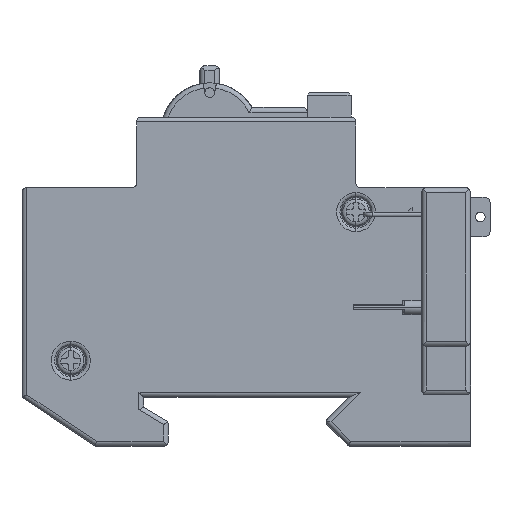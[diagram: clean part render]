
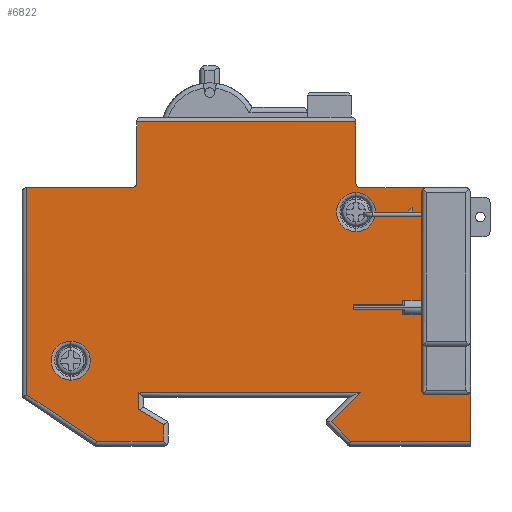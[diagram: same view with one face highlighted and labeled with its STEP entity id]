
A CAD part, left-side view. The second image highlights one B-rep face of the part: STEP entity #6822.
In plain terms, the highlighted planar face has unit normal (-1, 0, 0).
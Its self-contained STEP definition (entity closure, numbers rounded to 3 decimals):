
#147=DIRECTION('',(0.,1.,0.));
#148=VECTOR('',#147,45.);
#149=CARTESIAN_POINT('',(0.,23.5,13.5));
#150=LINE('',#149,#148);
#441=CARTESIAN_POINT('',(0.,23.5,13.5));
#1934=DIRECTION('',(0.,0.,1.));
#1935=VECTOR('',#1934,12.5);
#1936=CARTESIAN_POINT('',(0.,23.5,1.));
#1937=LINE('',#1936,#1935);
#1955=CARTESIAN_POINT('',(0.,22.5,1.));
#1956=DIRECTION('',(-1.,0.,0.));
#1957=DIRECTION('',(0.,1.,0.));
#1958=AXIS2_PLACEMENT_3D('',#1955,#1956,#1957);
#1963=CARTESIAN_POINT('',(0.,22.5,1.));
#1964=DIRECTION('',(-1.,0.,0.));
#1965=DIRECTION('',(0.,0.707,-0.707));
#1966=AXIS2_PLACEMENT_3D('',#1963,#1964,#1965);
#1971=DIRECTION('',(0.,-1.,0.));
#1972=VECTOR('',#1971,21.5);
#1973=CARTESIAN_POINT('',(0.,22.5,0.));
#1974=LINE('',#1973,#1972);
#1978=CARTESIAN_POINT('',(0.,1.,-1.));
#1979=DIRECTION('',(1.,0.,0.));
#1980=DIRECTION('',(0.,0.,1.));
#1981=AXIS2_PLACEMENT_3D('',#1978,#1979,#1980);
#1986=CARTESIAN_POINT('',(0.,1.,-1.));
#1987=DIRECTION('',(1.,0.,0.));
#1988=DIRECTION('',(0.,-0.707,0.707));
#1989=AXIS2_PLACEMENT_3D('',#1986,#1987,#1988);
#1994=DIRECTION('',(0.,0.,-1.));
#1995=VECTOR('',#1994,51.);
#1996=CARTESIAN_POINT('',(0.,0.,-1.));
#1997=LINE('',#1996,#1995);
#2001=DIRECTION('',(0.,0.707,0.707));
#2002=VECTOR('',#2001,5.657);
#2003=CARTESIAN_POINT('',(0.,24.586,-52.));
#2004=LINE('',#2003,#2002);
#2008=DIRECTION('',(0.,-0.707,0.707));
#2009=VECTOR('',#2008,8.485);
#2010=CARTESIAN_POINT('',(0.,28.586,-48.));
#2011=LINE('',#2010,#2009);
#2015=DIRECTION('',(0.,-0.857,-0.514));
#2016=VECTOR('',#2015,5.831);
#2017=CARTESIAN_POINT('',(0.,68.,-45.566));
#2018=LINE('',#2017,#2016);
#2022=DIRECTION('',(0.,0.832,0.555));
#2023=VECTOR('',#2022,17.19);
#2024=CARTESIAN_POINT('',(0.,76.697,-52.));
#2025=LINE('',#2024,#2023);
#2029=DIRECTION('',(0.,-1.,0.));
#2030=VECTOR('',#2029,21.5);
#2031=CARTESIAN_POINT('',(0.,91.,0.));
#2032=LINE('',#2031,#2030);
#2036=CARTESIAN_POINT('',(0.,69.5,1.));
#2037=DIRECTION('',(-1.,0.,0.));
#2038=DIRECTION('',(0.,0.,-1.));
#2039=AXIS2_PLACEMENT_3D('',#2036,#2037,#2038);
#2044=CARTESIAN_POINT('',(0.,69.5,1.));
#2045=DIRECTION('',(-1.,0.,0.));
#2046=DIRECTION('',(0.,-0.707,-0.707));
#2047=AXIS2_PLACEMENT_3D('',#2044,#2045,#2046);
#2052=DIRECTION('',(0.,0.,1.));
#2053=VECTOR('',#2052,12.5);
#2054=CARTESIAN_POINT('',(0.,68.5,1.));
#2055=LINE('',#2054,#2053);
#2059=CARTESIAN_POINT('',(0.,23.5,-5.));
#2060=DIRECTION('',(-1.,0.,0.));
#2061=DIRECTION('',(0.,0.,-1.));
#2062=AXIS2_PLACEMENT_3D('',#2059,#2060,#2061);
#2067=CARTESIAN_POINT('',(0.,23.5,-5.));
#2068=DIRECTION('',(-1.,0.,0.));
#2069=DIRECTION('',(0.,-1.,0.));
#2070=AXIS2_PLACEMENT_3D('',#2067,#2068,#2069);
#2075=CARTESIAN_POINT('',(0.,23.5,-5.));
#2076=DIRECTION('',(-1.,0.,0.));
#2077=DIRECTION('',(0.,0.,1.));
#2078=AXIS2_PLACEMENT_3D('',#2075,#2076,#2077);
#2083=CARTESIAN_POINT('',(0.,82.,-35.47));
#2084=DIRECTION('',(-1.,0.,0.));
#2085=DIRECTION('',(0.,0.,-1.));
#2086=AXIS2_PLACEMENT_3D('',#2083,#2084,#2085);
#2091=CARTESIAN_POINT('',(0.,82.,-35.47));
#2092=DIRECTION('',(-1.,0.,0.));
#2093=DIRECTION('',(0.,-1.,0.));
#2094=AXIS2_PLACEMENT_3D('',#2091,#2092,#2093);
#2099=CARTESIAN_POINT('',(0.,82.,-35.47));
#2100=DIRECTION('',(-1.,0.,0.));
#2101=DIRECTION('',(0.,0.,1.));
#2102=AXIS2_PLACEMENT_3D('',#2099,#2100,#2101);
#2670=DIRECTION('',(0.,0.,-1.));
#2671=VECTOR('',#2670,42.465);
#2672=CARTESIAN_POINT('',(0.,91.,0.));
#2673=LINE('',#2672,#2671);
#2788=DIRECTION('',(0.,-1.,0.));
#2789=VECTOR('',#2788,13.697);
#2790=CARTESIAN_POINT('',(0.,76.697,-52.));
#2791=LINE('',#2790,#2789);
#2917=DIRECTION('',(0.,0.,1.));
#2918=VECTOR('',#2917,3.434);
#2919=CARTESIAN_POINT('',(0.,63.,-52.));
#2920=LINE('',#2919,#2918);
#2988=DIRECTION('',(0.,0.,1.));
#2989=VECTOR('',#2988,3.566);
#2990=CARTESIAN_POINT('',(0.,68.,-45.566));
#2991=LINE('',#2990,#2989);
#3025=DIRECTION('',(0.,-1.,0.));
#3026=VECTOR('',#3025,45.414);
#3027=CARTESIAN_POINT('',(0.,68.,-42.));
#3028=LINE('',#3027,#3026);
#3138=DIRECTION('',(0.,-1.,0.));
#3139=VECTOR('',#3138,24.586);
#3140=CARTESIAN_POINT('',(0.,24.586,-52.));
#3141=LINE('',#3140,#3139);
#4457=VERTEX_POINT('',#441);
#4458=CARTESIAN_POINT('',(0.,68.5,13.5));
#4459=VERTEX_POINT('',#4458);
#4465=CARTESIAN_POINT('',(0.,68.5,1.));
#4467=VERTEX_POINT('',#4465);
#4472=CARTESIAN_POINT('',(0.,68.793,0.293));
#4473=VERTEX_POINT('',#4472);
#4474=CARTESIAN_POINT('',(0.,69.5,0.));
#4475=VERTEX_POINT('',#4474);
#4812=CARTESIAN_POINT('',(0.,23.5,1.));
#4813=VERTEX_POINT('',#4812);
#4814=CARTESIAN_POINT('',(0.,23.207,0.293));
#4815=CARTESIAN_POINT('',(0.,22.5,0.));
#4816=VERTEX_POINT('',#4814);
#4817=VERTEX_POINT('',#4815);
#4818=CARTESIAN_POINT('',(0.,1.,0.));
#4819=VERTEX_POINT('',#4818);
#4820=CARTESIAN_POINT('',(0.,0.293,-0.293));
#4821=CARTESIAN_POINT('',(0.,0.,-1.));
#4822=VERTEX_POINT('',#4820);
#4823=VERTEX_POINT('',#4821);
#4824=CARTESIAN_POINT('',(0.,0.,-52.));
#4825=VERTEX_POINT('',#4824);
#4826=CARTESIAN_POINT('',(0.,24.586,-52.));
#4827=VERTEX_POINT('',#4826);
#4828=CARTESIAN_POINT('',(0.,28.586,-48.));
#4829=VERTEX_POINT('',#4828);
#4830=CARTESIAN_POINT('',(0.,22.586,-42.));
#4831=VERTEX_POINT('',#4830);
#4832=CARTESIAN_POINT('',(0.,68.,-42.));
#4833=VERTEX_POINT('',#4832);
#4834=CARTESIAN_POINT('',(0.,68.,-45.566));
#4835=VERTEX_POINT('',#4834);
#4836=CARTESIAN_POINT('',(0.,63.,-48.566));
#4837=VERTEX_POINT('',#4836);
#4838=CARTESIAN_POINT('',(0.,63.,-52.));
#4839=VERTEX_POINT('',#4838);
#4840=CARTESIAN_POINT('',(0.,76.697,-52.));
#4841=VERTEX_POINT('',#4840);
#4842=CARTESIAN_POINT('',(0.,91.,-42.465));
#4843=VERTEX_POINT('',#4842);
#4844=CARTESIAN_POINT('',(0.,91.,0.));
#4845=VERTEX_POINT('',#4844);
#4846=CARTESIAN_POINT('',(0.,23.5,-9.));
#4847=CARTESIAN_POINT('',(0.,19.5,-5.));
#4848=VERTEX_POINT('',#4846);
#4849=VERTEX_POINT('',#4847);
#4850=CARTESIAN_POINT('',(0.,23.5,-1.));
#4851=VERTEX_POINT('',#4850);
#4852=CARTESIAN_POINT('',(0.,82.,-39.47));
#4853=CARTESIAN_POINT('',(0.,78.,-35.47));
#4854=VERTEX_POINT('',#4852);
#4855=VERTEX_POINT('',#4853);
#4856=CARTESIAN_POINT('',(0.,82.,-31.47));
#4857=VERTEX_POINT('',#4856);
#6762=CARTESIAN_POINT('',(0.,23.5,-1.));
#6763=DIRECTION('',(-1.,0.,0.));
#6764=DIRECTION('',(0.,0.,1.));
#6765=AXIS2_PLACEMENT_3D('',#6762,#6763,#6764);
#6766=PLANE('',#6765);
#6767=ORIENTED_EDGE('',*,*,#5145,.F.);
#6768=ORIENTED_EDGE('',*,*,#6724,.F.);
#6769=ORIENTED_EDGE('',*,*,#6745,.T.);
#6770=ORIENTED_EDGE('',*,*,#6743,.T.);
#6772=ORIENTED_EDGE('',*,*,#6771,.T.);
#6774=ORIENTED_EDGE('',*,*,#6773,.T.);
#6776=ORIENTED_EDGE('',*,*,#6775,.T.);
#6778=ORIENTED_EDGE('',*,*,#6777,.T.);
#6780=ORIENTED_EDGE('',*,*,#6779,.F.);
#6782=ORIENTED_EDGE('',*,*,#6781,.T.);
#6784=ORIENTED_EDGE('',*,*,#6783,.T.);
#6786=ORIENTED_EDGE('',*,*,#6785,.F.);
#6788=ORIENTED_EDGE('',*,*,#6787,.F.);
#6790=ORIENTED_EDGE('',*,*,#6789,.T.);
#6792=ORIENTED_EDGE('',*,*,#6791,.F.);
#6794=ORIENTED_EDGE('',*,*,#6793,.F.);
#6796=ORIENTED_EDGE('',*,*,#6795,.T.);
#6798=ORIENTED_EDGE('',*,*,#6797,.F.);
#6800=ORIENTED_EDGE('',*,*,#6799,.T.);
#6801=ORIENTED_EDGE('',*,*,#5218,.T.);
#6802=ORIENTED_EDGE('',*,*,#5216,.T.);
#6803=ORIENTED_EDGE('',*,*,#5194,.T.);
#6804=EDGE_LOOP('',(#6767,#6768,#6769,#6770,#6772,#6774,#6776,#6778,#6780,#6782,
#6784,#6786,#6788,#6790,#6792,#6794,#6796,#6798,#6800,#6801,#6802,#6803));
#6805=FACE_OUTER_BOUND('',#6804,.F.);
#6807=ORIENTED_EDGE('',*,*,#6806,.T.);
#6809=ORIENTED_EDGE('',*,*,#6808,.T.);
#6811=ORIENTED_EDGE('',*,*,#6810,.T.);
#6812=EDGE_LOOP('',(#6807,#6809,#6811));
#6813=FACE_BOUND('',#6812,.F.);
#6815=ORIENTED_EDGE('',*,*,#6814,.T.);
#6817=ORIENTED_EDGE('',*,*,#6816,.T.);
#6819=ORIENTED_EDGE('',*,*,#6818,.T.);
#6820=EDGE_LOOP('',(#6815,#6817,#6819));
#6821=FACE_BOUND('',#6820,.F.);
#1959=CIRCLE('',#1958,1.);
#1967=CIRCLE('',#1966,1.);
#1982=CIRCLE('',#1981,1.);
#1990=CIRCLE('',#1989,1.);
#2040=CIRCLE('',#2039,1.);
#2048=CIRCLE('',#2047,1.);
#2063=CIRCLE('',#2062,4.);
#2071=CIRCLE('',#2070,4.);
#2079=CIRCLE('',#2078,4.);
#2087=CIRCLE('',#2086,4.);
#2095=CIRCLE('',#2094,4.);
#2103=CIRCLE('',#2102,4.);
#5145=EDGE_CURVE('',#4457,#4459,#150,.T.);
#5194=EDGE_CURVE('',#4467,#4459,#2055,.T.);
#5216=EDGE_CURVE('',#4473,#4467,#2048,.T.);
#5218=EDGE_CURVE('',#4475,#4473,#2040,.T.);
#6724=EDGE_CURVE('',#4813,#4457,#1937,.T.);
#6743=EDGE_CURVE('',#4816,#4817,#1967,.T.);
#6745=EDGE_CURVE('',#4813,#4816,#1959,.T.);
#6771=EDGE_CURVE('',#4817,#4819,#1974,.T.);
#6773=EDGE_CURVE('',#4819,#4822,#1982,.T.);
#6775=EDGE_CURVE('',#4822,#4823,#1990,.T.);
#6777=EDGE_CURVE('',#4823,#4825,#1997,.T.);
#6779=EDGE_CURVE('',#4827,#4825,#3141,.T.);
#6781=EDGE_CURVE('',#4827,#4829,#2004,.T.);
#6783=EDGE_CURVE('',#4829,#4831,#2011,.T.);
#6785=EDGE_CURVE('',#4833,#4831,#3028,.T.);
#6787=EDGE_CURVE('',#4835,#4833,#2991,.T.);
#6789=EDGE_CURVE('',#4835,#4837,#2018,.T.);
#6791=EDGE_CURVE('',#4839,#4837,#2920,.T.);
#6793=EDGE_CURVE('',#4841,#4839,#2791,.T.);
#6795=EDGE_CURVE('',#4841,#4843,#2025,.T.);
#6797=EDGE_CURVE('',#4845,#4843,#2673,.T.);
#6799=EDGE_CURVE('',#4845,#4475,#2032,.T.);
#6806=EDGE_CURVE('',#4848,#4849,#2063,.T.);
#6808=EDGE_CURVE('',#4849,#4851,#2071,.T.);
#6810=EDGE_CURVE('',#4851,#4848,#2079,.T.);
#6814=EDGE_CURVE('',#4854,#4855,#2087,.T.);
#6816=EDGE_CURVE('',#4855,#4857,#2095,.T.);
#6818=EDGE_CURVE('',#4857,#4854,#2103,.T.);
#6822=ADVANCED_FACE('',(#6805,#6813,#6821),#6766,.T.);
